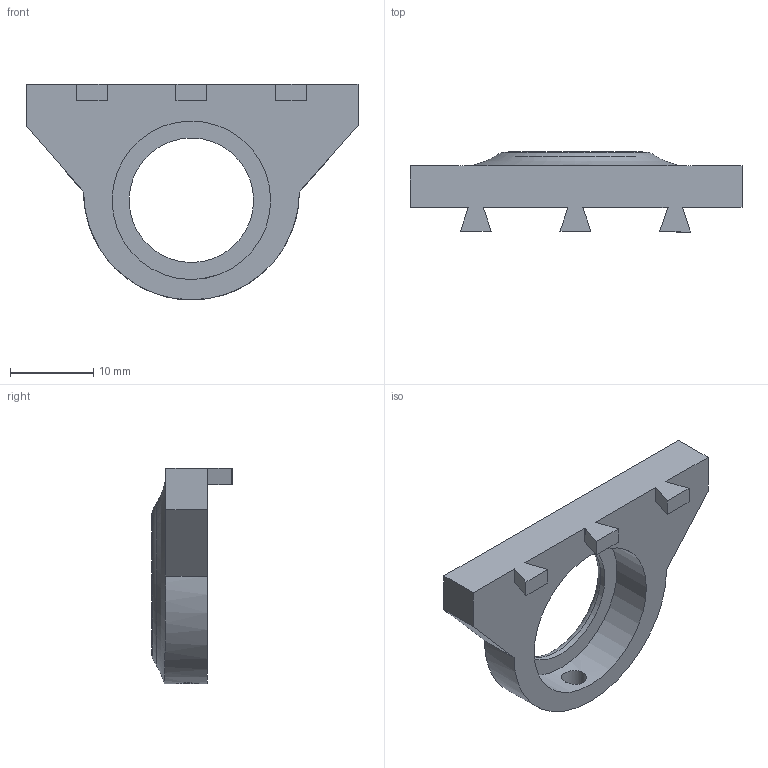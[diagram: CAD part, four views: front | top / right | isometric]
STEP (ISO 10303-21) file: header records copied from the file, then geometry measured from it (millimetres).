
FILE_DESCRIPTION(/* description */ (''),/* implementation_level */ '2;1');
FILE_NAME(/* name */ '2dde3fd2-6609-45a2-9115-6b25def23cdd.stp',/* time_stamp */ '2019-01-08T13:47:32+00:00',/* author */ (''),/* organization */ (''),/* preprocessor_version */ 'ST-DEVELOPER v17.2',/* originating_system */ 'Autodesk Translation Framework v7.6.0.251',/* authorisation */ '');
FILE_SCHEMA (('AUTOMOTIVE_DESIGN { 1 0 10303 214 3 1 1 }'));
Length unit declared in the file: millimetre
Products named in the file (1): wing bearing mount right
Bounding box: 40 x 9.67 x 26 mm (x, y, z)
Volume: 2517.8 mm3; surface area: 2158.7 mm2
Topology: 1 solids, 1 shells, 32 faces, 97 edges, 67 vertices
Faces by surface type: plane 25, cylinder 4, torus 3
Full cylindrical faces by diameter (mm): 3 x1, 15 x1, 19.1 x1
Entity records: 1223 total; most frequent: CARTESIAN_POINT 292, ORIENTED_EDGE 194, DIRECTION 174, EDGE_CURVE 97, LINE 70, VECTOR 70, VERTEX_POINT 67, AXIS2_PLACEMENT_3D 52
